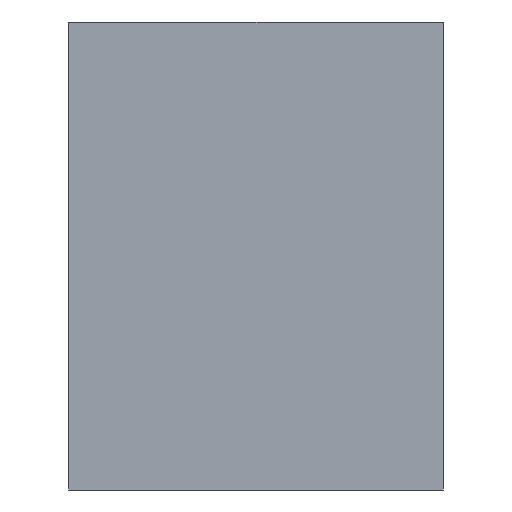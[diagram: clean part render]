
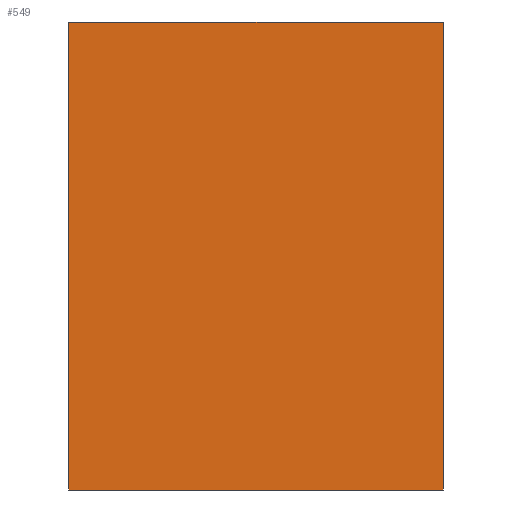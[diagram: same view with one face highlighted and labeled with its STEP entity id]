
A CAD part, left-side view. The second image highlights one B-rep face of the part: STEP entity #549.
In plain terms, the highlighted planar face has unit normal (-1, 0, 0).
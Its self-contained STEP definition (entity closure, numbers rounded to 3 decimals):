
#1 = CARTESIAN_POINT ( 'NONE',  ( -0.5, 0., -0.25 ) ) ;
#9 = EDGE_CURVE ( 'NONE', #813, #757, #49, .T. ) ;
#17 = DIRECTION ( 'NONE',  ( 0., 0., 1. ) ) ;
#35 = FACE_OUTER_BOUND ( 'NONE', #373, .T. ) ;
#49 = LINE ( 'NONE', #671, #780 ) ;
#148 = CARTESIAN_POINT ( 'NONE',  ( -0.5, 0., 0.25 ) ) ;
#153 = CARTESIAN_POINT ( 'NONE',  ( -0.5, 0.4, 0.25 ) ) ;
#246 = ORIENTED_EDGE ( 'NONE', *, *, #618, .T. ) ;
#256 = ORIENTED_EDGE ( 'NONE', *, *, #398, .F. ) ;
#280 = DIRECTION ( 'NONE',  ( 0., -1., 0. ) ) ;
#305 = LINE ( 'NONE', #439, #586 ) ;
#318 = VERTEX_POINT ( 'NONE', #1 ) ;
#329 = ORIENTED_EDGE ( 'NONE', *, *, #9, .F. ) ;
#360 = EDGE_CURVE ( 'NONE', #318, #746, #305, .T. ) ;
#372 = AXIS2_PLACEMENT_3D ( 'NONE', #466, #462, #897 ) ;
#373 = EDGE_LOOP ( 'NONE', ( #723, #256, #329, #246 ) ) ;
#398 = EDGE_CURVE ( 'NONE', #757, #746, #864, .T. ) ;
#413 = CARTESIAN_POINT ( 'NONE',  ( -0.5, 0.4, -0.25 ) ) ;
#439 = CARTESIAN_POINT ( 'NONE',  ( -0.5, 0., 0.25 ) ) ;
#458 = CARTESIAN_POINT ( 'NONE',  ( -0.5, 0.4, 0.25 ) ) ;
#462 = DIRECTION ( 'NONE',  ( 1., 0., 0. ) ) ;
#466 = CARTESIAN_POINT ( 'NONE',  ( -0.5, 0.4, 0.25 ) ) ;
#497 = VECTOR ( 'NONE', #280, 1000. ) ;
#549 = ADVANCED_FACE ( 'NONE', ( #35 ), #753, .F. ) ;
#586 = VECTOR ( 'NONE', #17, 1000. ) ;
#618 = EDGE_CURVE ( 'NONE', #813, #318, #703, .T. ) ;
#671 = CARTESIAN_POINT ( 'NONE',  ( -0.5, 0.4, 0.25 ) ) ;
#672 = VECTOR ( 'NONE', #888, 1000. ) ;
#703 = LINE ( 'NONE', #413, #497 ) ;
#720 = CARTESIAN_POINT ( 'NONE',  ( -0.5, 0.4, -0.25 ) ) ;
#723 = ORIENTED_EDGE ( 'NONE', *, *, #360, .T. ) ;
#746 = VERTEX_POINT ( 'NONE', #148 ) ;
#753 = PLANE ( 'NONE',  #372 ) ;
#757 = VERTEX_POINT ( 'NONE', #153 ) ;
#780 = VECTOR ( 'NONE', #812, 1000. ) ;
#812 = DIRECTION ( 'NONE',  ( 0., 0., 1. ) ) ;
#813 = VERTEX_POINT ( 'NONE', #720 ) ;
#864 = LINE ( 'NONE', #458, #672 ) ;
#888 = DIRECTION ( 'NONE',  ( 0., -1., 0. ) ) ;
#897 = DIRECTION ( 'NONE',  ( 0., 0., -1. ) ) ;
